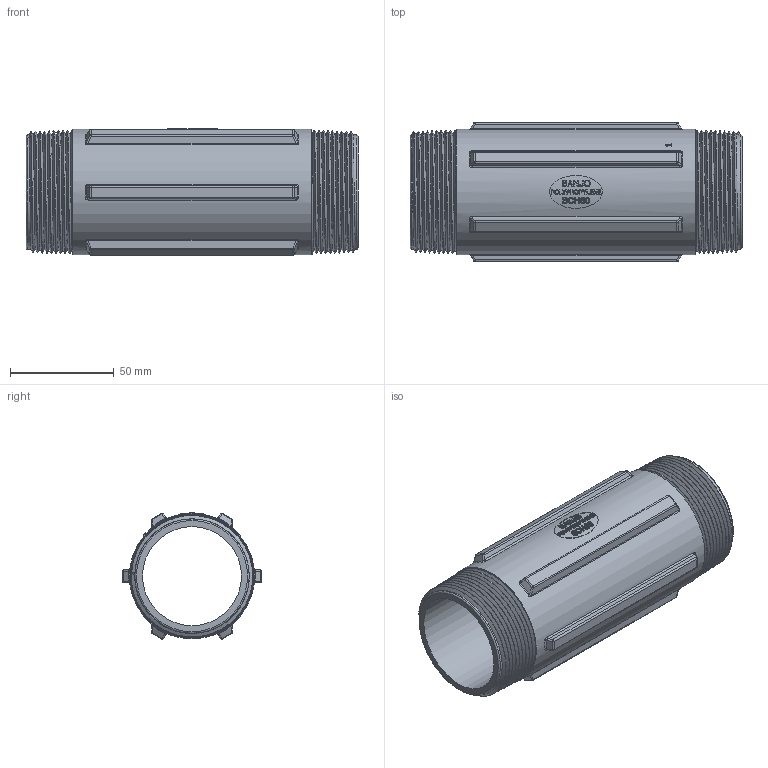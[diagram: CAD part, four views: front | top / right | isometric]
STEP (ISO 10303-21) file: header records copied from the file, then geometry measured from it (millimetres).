
FILE_DESCRIPTION((''),'2;1');
FILE_NAME('NIP200-6.stp','2013-05-09T14:20:20',('mclevenger'),(''),'Autodesk Inventor 2013','Autodesk Inventor 2013','');
FILE_SCHEMA(('AUTOMOTIVE_DESIGN { 1 0 10303 214 1 1 1 1 }'));
Length unit declared in the file: inch
Products named in the file (1): NIP200-6
Bounding box: 160.02 x 67.06 x 60.82 mm (x, y, z)
Volume: 173588.3 mm3; surface area: 65181.2 mm2
Topology: 1 solids, 1 shells, 527 faces, 1322 edges, 834 vertices
Faces by surface type: bspline 207, plane 186, cylinder 64, cone 32, sphere 24, torus 14
Full cylindrical faces by diameter (mm): 47.752 x1, 60.452 x1
Entity records: 24103 total; most frequent: CARTESIAN_POINT 13260, ORIENTED_EDGE 2504, DIRECTION 1733, EDGE_CURVE 1252, VERTEX_POINT 798, AXIS2_PLACEMENT_3D 614, EDGE_LOOP 564, FACE_OUTER_BOUND 509
